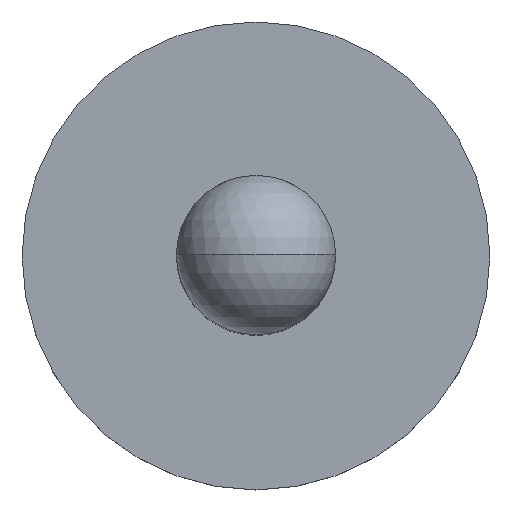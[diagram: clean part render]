
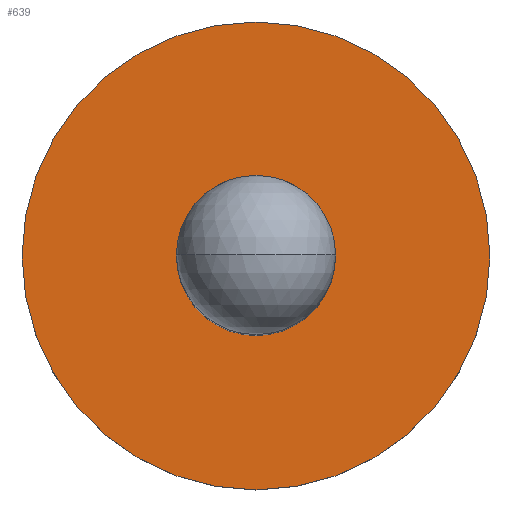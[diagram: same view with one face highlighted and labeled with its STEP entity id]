
A CAD part, top view. The second image highlights one B-rep face of the part: STEP entity #639.
In plain terms, the highlighted planar face has unit normal (0, 0, 1).
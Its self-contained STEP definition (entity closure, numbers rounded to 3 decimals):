
#8 = ORIENTED_EDGE ( 'NONE', *, *, #588, .F. ) ;
#18 = CARTESIAN_POINT ( 'NONE',  ( -0.32, 0., 7.52 ) ) ;
#32 = CIRCLE ( 'NONE', #757, 0.94 ) ;
#33 = AXIS2_PLACEMENT_3D ( 'NONE', #239, #737, #313 ) ;
#35 = DIRECTION ( 'NONE',  ( 1., 0., 0. ) ) ;
#54 = AXIS2_PLACEMENT_3D ( 'NONE', #436, #560, #624 ) ;
#69 = VERTEX_POINT ( 'NONE', #303 ) ;
#99 = CARTESIAN_POINT ( 'NONE',  ( 0., 0., 7.52 ) ) ;
#115 = CIRCLE ( 'NONE', #627, 0.32 ) ;
#152 = EDGE_LOOP ( 'NONE', ( #334, #8 ) ) ;
#161 = DIRECTION ( 'NONE',  ( 0., 0., 1. ) ) ;
#239 = CARTESIAN_POINT ( 'NONE',  ( 0., 0., 7.52 ) ) ;
#251 = ORIENTED_EDGE ( 'NONE', *, *, #525, .T. ) ;
#256 = DIRECTION ( 'NONE',  ( 0., 0., -1. ) ) ;
#303 = CARTESIAN_POINT ( 'NONE',  ( 0.94, 0., 7.52 ) ) ;
#313 = DIRECTION ( 'NONE',  ( 1., 0., 0. ) ) ;
#315 = CARTESIAN_POINT ( 'NONE',  ( -0.94, 0., 7.52 ) ) ;
#321 = EDGE_CURVE ( 'NONE', #378, #396, #115, .T. ) ;
#334 = ORIENTED_EDGE ( 'NONE', *, *, #321, .F. ) ;
#343 = CARTESIAN_POINT ( 'NONE',  ( 0., 0., 7.52 ) ) ;
#368 = EDGE_CURVE ( 'NONE', #754, #69, #32, .T. ) ;
#378 = VERTEX_POINT ( 'NONE', #599 ) ;
#396 = VERTEX_POINT ( 'NONE', #18 ) ;
#429 = FACE_BOUND ( 'NONE', #152, .T. ) ;
#436 = CARTESIAN_POINT ( 'NONE',  ( 0., 0., 7.52 ) ) ;
#447 = AXIS2_PLACEMENT_3D ( 'NONE', #315, #256, #571 ) ;
#448 = CIRCLE ( 'NONE', #33, 0.32 ) ;
#515 = EDGE_LOOP ( 'NONE', ( #251, #678 ) ) ;
#523 = DIRECTION ( 'NONE',  ( 1., 0., 0. ) ) ;
#525 = EDGE_CURVE ( 'NONE', #69, #754, #592, .T. ) ;
#529 = DIRECTION ( 'NONE',  ( 0., 0., 1. ) ) ;
#560 = DIRECTION ( 'NONE',  ( 0., 0., 1. ) ) ;
#571 = DIRECTION ( 'NONE',  ( -1., 0., 0. ) ) ;
#588 = EDGE_CURVE ( 'NONE', #396, #378, #448, .T. ) ;
#592 = CIRCLE ( 'NONE', #54, 0.94 ) ;
#599 = CARTESIAN_POINT ( 'NONE',  ( 0.32, 0., 7.52 ) ) ;
#617 = PLANE ( 'NONE',  #447 ) ;
#624 = DIRECTION ( 'NONE',  ( 1., 0., 0. ) ) ;
#627 = AXIS2_PLACEMENT_3D ( 'NONE', #99, #529, #35 ) ;
#639 = ADVANCED_FACE ( 'NONE', ( #429, #786 ), #617, .F. ) ;
#678 = ORIENTED_EDGE ( 'NONE', *, *, #368, .T. ) ;
#705 = CARTESIAN_POINT ( 'NONE',  ( -0.94, 0., 7.52 ) ) ;
#737 = DIRECTION ( 'NONE',  ( 0., 0., 1. ) ) ;
#754 = VERTEX_POINT ( 'NONE', #705 ) ;
#757 = AXIS2_PLACEMENT_3D ( 'NONE', #343, #161, #523 ) ;
#786 = FACE_OUTER_BOUND ( 'NONE', #515, .T. ) ;
